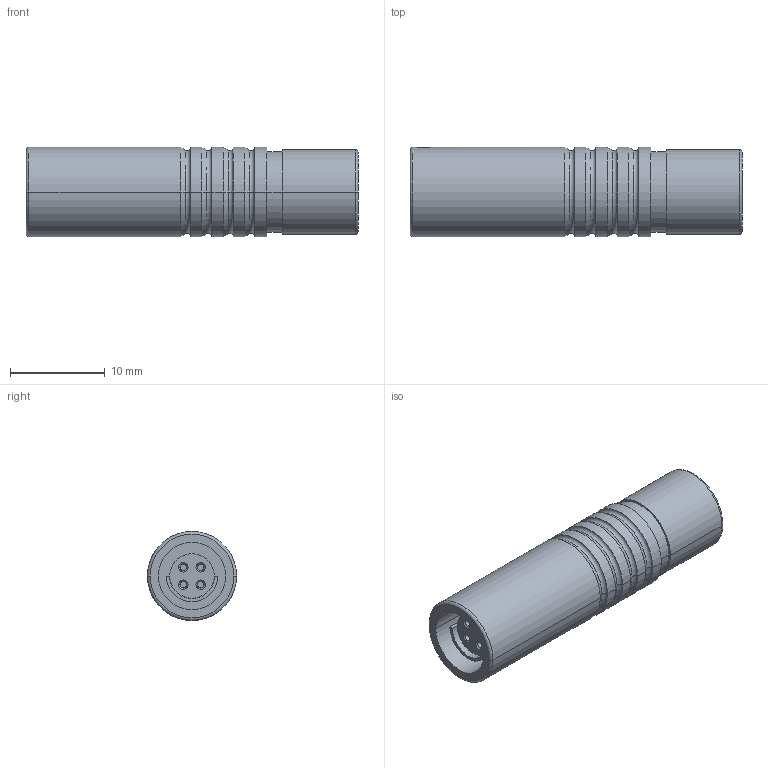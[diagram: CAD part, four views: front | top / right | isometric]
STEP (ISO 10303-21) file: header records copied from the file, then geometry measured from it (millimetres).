
FILE_DESCRIPTION((''),'2;1');
FILE_NAME('K10F1C-P04L','2021-01-25T08:04:45',('RTrager'),(''),'CREO PARAMETRIC BY PTC INC, 2018300','CREO PARAMETRIC BY PTC INC, 2018300','');
FILE_SCHEMA(('AP242_MANAGED_MODEL_BASED_3D_ENGINEERING_MIM_LF { 1 0 10303 442 1 1 4 }'));
Length unit declared in the file: millimetre
Products named in the file (1): K10F1C-P04L
Bounding box: 35 x 9.4 x 9.4 mm (x, y, z)
Volume: 1758.1 mm3; surface area: 2060.9 mm2
Topology: 1 solids, 1 shells, 115 faces, 254 edges, 156 vertices
Faces by surface type: cylinder 60, plane 23, torus 16, cone 16
Entity records: 5041 total; most frequent: CARTESIAN_POINT 761, DIRECTION 608, ORIENTED_EDGE 508, PRESENTATION_STYLE_ASSIGNMENT 322, AXIS2_PLACEMENT_3D 259, STYLED_ITEM 257, CURVE_STYLE 254, EDGE_CURVE 254
